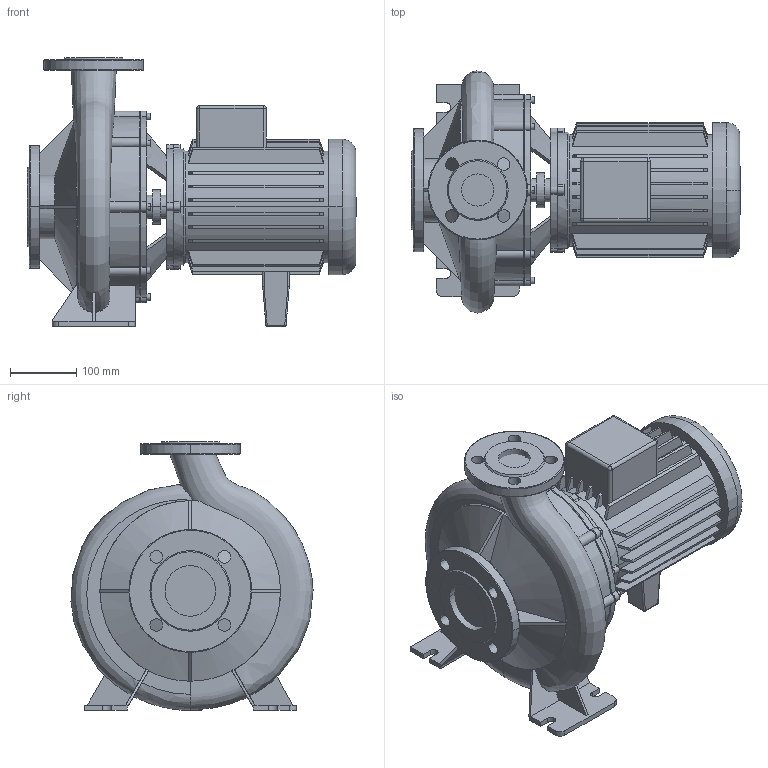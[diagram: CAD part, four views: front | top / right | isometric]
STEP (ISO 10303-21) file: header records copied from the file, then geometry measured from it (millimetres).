
FILE_DESCRIPTION((''),'2;1');
FILE_NAME('3d_BM40_240-2_2_4-2096581.stp','2011-01-26T14:44:42',(''),(''),'Mechanical Desktop 2008','Mechanical Desktop 2008',', , ');
FILE_SCHEMA(('CONFIG_CONTROL_DESIGN'));
Length unit declared in the file: millimetre
Products named in the file (1): Product
Bounding box: 496 x 364.79 x 405 mm (x, y, z)
Volume: 18375505.5 mm3; surface area: 1140813.8 mm2
Topology: 11 solids, 11 shells, 641 faces, 1644 edges, 1055 vertices
Faces by surface type: plane 285, bspline 173, cylinder 129, cone 44, sphere 8, torus 2
Entity records: 27633 total; most frequent: CARTESIAN_POINT 12825, ORIENTED_EDGE 3272, DIRECTION 2772, EDGE_CURVE 1636, VERTEX_POINT 1055, AXIS2_PLACEMENT_3D 944, VECTOR 884, LINE 884
